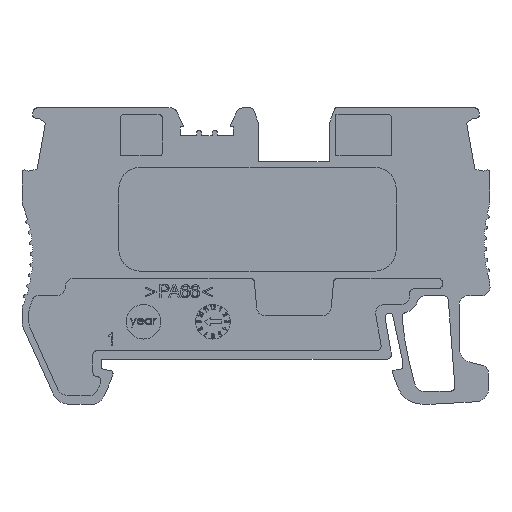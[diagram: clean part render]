
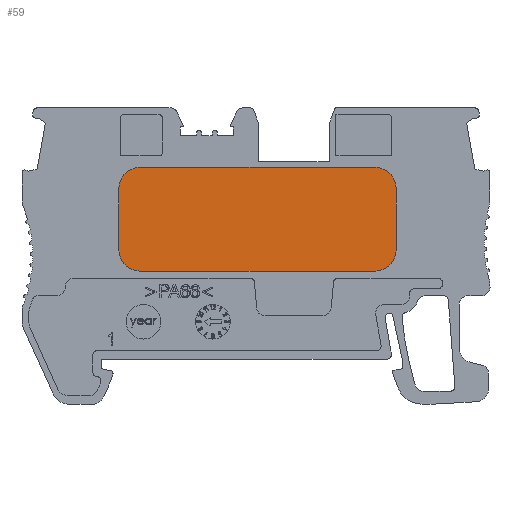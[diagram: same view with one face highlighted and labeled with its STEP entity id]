
A CAD part, left-side view. The second image highlights one B-rep face of the part: STEP entity #59.
In plain terms, the highlighted planar face has unit normal (-1, 0, 0).
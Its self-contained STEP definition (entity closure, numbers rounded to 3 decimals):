
#59=ADVANCED_FACE('',(#830),#832,.T.);
#830=FACE_BOUND('',#831,.T.);
#831=EDGE_LOOP('',(#7476,#7477,#7478,#7479,#7480,#7481,#7482,#7483));
#832=PLANE('',#833);
#833=AXIS2_PLACEMENT_3D('',#834,#835,#836);
#834=CARTESIAN_POINT('',(-0.398,-39.054,17.394));
#835=DIRECTION('',(-1.,0.,0.));
#836=DIRECTION('',(0.,0.,1.));
#7476=ORIENTED_EDGE('',*,*,#11264,.T.);
#7477=ORIENTED_EDGE('',*,*,#11265,.T.);
#7478=ORIENTED_EDGE('',*,*,#11266,.T.);
#7479=ORIENTED_EDGE('',*,*,#11267,.T.);
#7480=ORIENTED_EDGE('',*,*,#11268,.T.);
#7481=ORIENTED_EDGE('',*,*,#11269,.T.);
#7482=ORIENTED_EDGE('',*,*,#11270,.T.);
#7483=ORIENTED_EDGE('',*,*,#11271,.T.);
#11264=EDGE_CURVE('',#13198,#13199,#13200,.T.);
#11265=EDGE_CURVE('',#13199,#13201,#13202,.T.);
#11266=EDGE_CURVE('',#13201,#13203,#13204,.T.);
#11267=EDGE_CURVE('',#13203,#13205,#13206,.T.);
#11268=EDGE_CURVE('',#13205,#13207,#13208,.T.);
#11269=EDGE_CURVE('',#13207,#13209,#13210,.T.);
#11270=EDGE_CURVE('',#13209,#13211,#13212,.T.);
#11271=EDGE_CURVE('',#13211,#13198,#13213,.T.);
#13198=VERTEX_POINT('',#16684);
#13199=VERTEX_POINT('',#16685);
#13200=LINE('',#16686,#16687);
#13201=VERTEX_POINT('',#16689);
#13202=CIRCLE('',#16690,2.5);
#13203=VERTEX_POINT('',#16694);
#13204=LINE('',#16695,#16696);
#13205=VERTEX_POINT('',#16698);
#13206=CIRCLE('',#16699,2.5);
#13207=VERTEX_POINT('',#16703);
#13208=LINE('',#16704,#16705);
#13209=VERTEX_POINT('',#16707);
#13210=CIRCLE('',#16708,2.5);
#13211=VERTEX_POINT('',#16712);
#13212=LINE('',#16713,#16714);
#13213=CIRCLE('',#16716,2.5);
#16684=CARTESIAN_POINT('',(-0.398,-23.703,37.394));
#16685=CARTESIAN_POINT('',(-0.398,-23.703,30.394));
#16686=CARTESIAN_POINT('',(-0.398,-23.703,37.394));
#16687=VECTOR('',#16688,1.);
#16688=DIRECTION('',(0.,0.,-1.));
#16689=CARTESIAN_POINT('',(-0.398,-26.203,27.894));
#16690=AXIS2_PLACEMENT_3D('',#16691,#16692,#16693);
#16691=CARTESIAN_POINT('',(-0.398,-26.203,30.394));
#16692=DIRECTION('',(-1.,0.,0.));
#16693=DIRECTION('',(0.,1.,0.));
#16694=CARTESIAN_POINT('',(-0.398,-53.203,27.894));
#16695=CARTESIAN_POINT('',(-0.398,-26.203,27.894));
#16696=VECTOR('',#16697,1.);
#16697=DIRECTION('',(0.,-1.,0.));
#16698=CARTESIAN_POINT('',(-0.398,-55.703,30.394));
#16699=AXIS2_PLACEMENT_3D('',#16700,#16701,#16702);
#16700=CARTESIAN_POINT('',(-0.398,-53.203,30.394));
#16701=DIRECTION('',(-1.,0.,0.));
#16702=DIRECTION('',(0.,0.,-1.));
#16703=CARTESIAN_POINT('',(-0.398,-55.703,37.394));
#16704=CARTESIAN_POINT('',(-0.398,-55.703,30.394));
#16705=VECTOR('',#16706,1.);
#16706=DIRECTION('',(0.,0.,1.));
#16707=CARTESIAN_POINT('',(-0.398,-53.203,39.894));
#16708=AXIS2_PLACEMENT_3D('',#16709,#16710,#16711);
#16709=CARTESIAN_POINT('',(-0.398,-53.203,37.394));
#16710=DIRECTION('',(-1.,0.,0.));
#16711=DIRECTION('',(0.,-1.,0.));
#16712=CARTESIAN_POINT('',(-0.398,-26.203,39.894));
#16713=CARTESIAN_POINT('',(-0.398,-53.203,39.894));
#16714=VECTOR('',#16715,1.);
#16715=DIRECTION('',(0.,1.,0.));
#16716=AXIS2_PLACEMENT_3D('',#16717,#16718,#16719);
#16717=CARTESIAN_POINT('',(-0.398,-26.203,37.394));
#16718=DIRECTION('',(-1.,0.,0.));
#16719=DIRECTION('',(0.,0.,1.));
